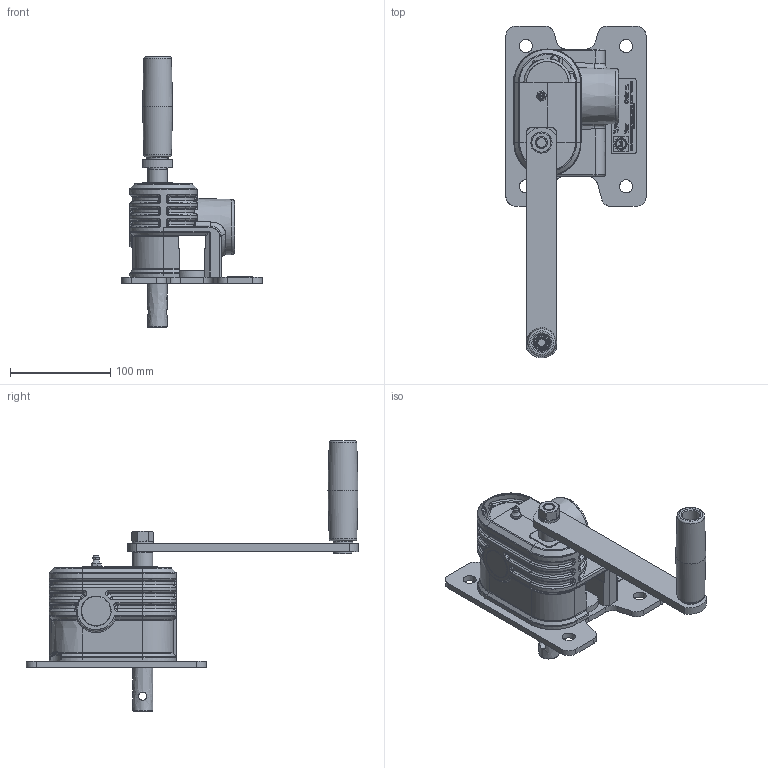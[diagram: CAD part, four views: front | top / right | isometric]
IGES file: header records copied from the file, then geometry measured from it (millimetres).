
Global section: file name: 51355_1220_00; native system: Autodesk Inventor 2022; preprocessor: unknown; author: Nesvadba; date: 20240219.121049; units: millimetre
Bounding box: 140 x 331.5 x 270 mm (x, y, z)
Volume: 312613.6 mm3; surface area: 220052.7 mm2
Topology: 24 solids, 24 shells, 2548 faces, 16203 edges, 14635 vertices
Faces by surface type: bspline 2153, revolution 395
